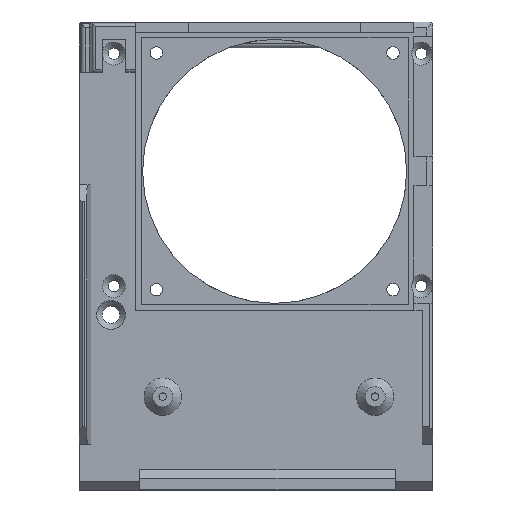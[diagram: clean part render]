
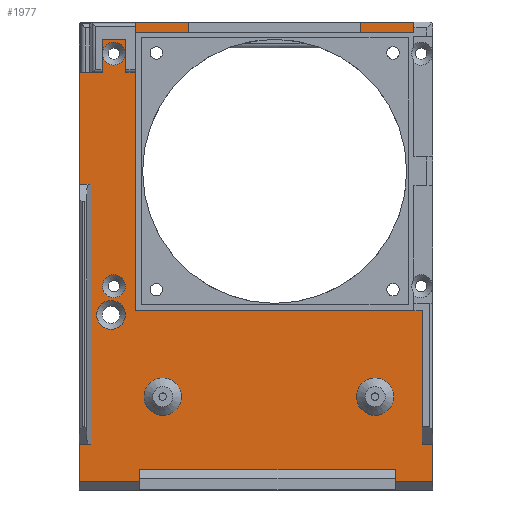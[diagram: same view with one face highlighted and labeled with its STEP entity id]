
A CAD part, top view. The second image highlights one B-rep face of the part: STEP entity #1977.
In plain terms, the highlighted planar face has unit normal (0, 0, 1).
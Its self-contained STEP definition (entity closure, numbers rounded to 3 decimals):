
#36=FACE_BOUND('',#249,.T.);
#37=FACE_BOUND('',#250,.T.);
#38=FACE_BOUND('',#251,.T.);
#39=FACE_BOUND('',#252,.T.);
#40=FACE_BOUND('',#253,.T.);
#65=PLANE('',#2102);
#139=FACE_OUTER_BOUND('',#248,.T.);
#248=EDGE_LOOP('',(#1374,#1375,#1376,#1377,#1378,#1379,#1380,#1381,#1382,
#1383,#1384,#1385,#1386,#1387,#1388,#1389,#1390,#1391,#1392,#1393,#1394,
#1395,#1396,#1397,#1398,#1399,#1400));
#249=EDGE_LOOP('',(#1401));
#250=EDGE_LOOP('',(#1402));
#251=EDGE_LOOP('',(#1403));
#252=EDGE_LOOP('',(#1404));
#253=EDGE_LOOP('',(#1405));
#385=LINE('',#2854,#605);
#390=LINE('',#2864,#610);
#391=LINE('',#2866,#611);
#392=LINE('',#2868,#612);
#393=LINE('',#2870,#613);
#394=LINE('',#2872,#614);
#395=LINE('',#2874,#615);
#396=LINE('',#2876,#616);
#397=LINE('',#2878,#617);
#398=LINE('',#2880,#618);
#399=LINE('',#2882,#619);
#400=LINE('',#2884,#620);
#401=LINE('',#2886,#621);
#402=LINE('',#2888,#622);
#403=LINE('',#2890,#623);
#404=LINE('',#2892,#624);
#405=LINE('',#2894,#625);
#406=LINE('',#2896,#626);
#407=LINE('',#2898,#627);
#408=LINE('',#2900,#628);
#409=LINE('',#2902,#629);
#410=LINE('',#2904,#630);
#411=LINE('',#2906,#631);
#412=LINE('',#2908,#632);
#413=LINE('',#2910,#633);
#414=LINE('',#2911,#634);
#605=VECTOR('',#2284,10.);
#610=VECTOR('',#2291,10.);
#611=VECTOR('',#2292,10.);
#612=VECTOR('',#2293,10.);
#613=VECTOR('',#2294,10.);
#614=VECTOR('',#2295,10.);
#615=VECTOR('',#2296,10.);
#616=VECTOR('',#2297,10.);
#617=VECTOR('',#2298,10.);
#618=VECTOR('',#2299,10.);
#619=VECTOR('',#2300,10.);
#620=VECTOR('',#2301,10.);
#621=VECTOR('',#2302,10.);
#622=VECTOR('',#2303,10.);
#623=VECTOR('',#2304,10.);
#624=VECTOR('',#2305,10.);
#625=VECTOR('',#2306,10.);
#626=VECTOR('',#2307,10.);
#627=VECTOR('',#2308,10.);
#628=VECTOR('',#2309,10.);
#629=VECTOR('',#2310,10.);
#630=VECTOR('',#2311,10.);
#631=VECTOR('',#2312,10.);
#632=VECTOR('',#2313,10.);
#633=VECTOR('',#2314,10.);
#634=VECTOR('',#2315,10.);
#823=CIRCLE('',#2099,1.);
#825=CIRCLE('',#2103,6.5);
#826=CIRCLE('',#2104,4.);
#827=CIRCLE('',#2105,4.);
#828=CIRCLE('',#2106,5.);
#829=CIRCLE('',#2107,6.5);
#883=VERTEX_POINT('',#2844);
#884=VERTEX_POINT('',#2845);
#887=VERTEX_POINT('',#2853);
#891=VERTEX_POINT('',#2863);
#892=VERTEX_POINT('',#2865);
#893=VERTEX_POINT('',#2867);
#894=VERTEX_POINT('',#2869);
#895=VERTEX_POINT('',#2871);
#896=VERTEX_POINT('',#2873);
#897=VERTEX_POINT('',#2875);
#898=VERTEX_POINT('',#2877);
#899=VERTEX_POINT('',#2879);
#900=VERTEX_POINT('',#2881);
#901=VERTEX_POINT('',#2883);
#902=VERTEX_POINT('',#2885);
#903=VERTEX_POINT('',#2887);
#904=VERTEX_POINT('',#2889);
#905=VERTEX_POINT('',#2891);
#906=VERTEX_POINT('',#2893);
#907=VERTEX_POINT('',#2895);
#908=VERTEX_POINT('',#2897);
#909=VERTEX_POINT('',#2899);
#910=VERTEX_POINT('',#2901);
#911=VERTEX_POINT('',#2903);
#912=VERTEX_POINT('',#2905);
#913=VERTEX_POINT('',#2907);
#914=VERTEX_POINT('',#2909);
#915=VERTEX_POINT('',#2912);
#916=VERTEX_POINT('',#2914);
#917=VERTEX_POINT('',#2916);
#918=VERTEX_POINT('',#2918);
#919=VERTEX_POINT('',#2920);
#1072=EDGE_CURVE('',#883,#884,#823,.T.);
#1076=EDGE_CURVE('',#887,#884,#385,.T.);
#1081=EDGE_CURVE('',#883,#891,#390,.T.);
#1082=EDGE_CURVE('',#891,#892,#391,.T.);
#1083=EDGE_CURVE('',#893,#892,#392,.T.);
#1084=EDGE_CURVE('',#893,#894,#393,.T.);
#1085=EDGE_CURVE('',#894,#895,#394,.T.);
#1086=EDGE_CURVE('',#896,#895,#395,.T.);
#1087=EDGE_CURVE('',#896,#897,#396,.T.);
#1088=EDGE_CURVE('',#897,#898,#397,.T.);
#1089=EDGE_CURVE('',#898,#899,#398,.T.);
#1090=EDGE_CURVE('',#900,#899,#399,.T.);
#1091=EDGE_CURVE('',#900,#901,#400,.T.);
#1092=EDGE_CURVE('',#901,#902,#401,.T.);
#1093=EDGE_CURVE('',#902,#903,#402,.T.);
#1094=EDGE_CURVE('',#903,#904,#403,.T.);
#1095=EDGE_CURVE('',#904,#905,#404,.T.);
#1096=EDGE_CURVE('',#905,#906,#405,.T.);
#1097=EDGE_CURVE('',#907,#906,#406,.T.);
#1098=EDGE_CURVE('',#908,#907,#407,.T.);
#1099=EDGE_CURVE('',#909,#908,#408,.T.);
#1100=EDGE_CURVE('',#909,#910,#409,.T.);
#1101=EDGE_CURVE('',#910,#911,#410,.T.);
#1102=EDGE_CURVE('',#911,#912,#411,.T.);
#1103=EDGE_CURVE('',#912,#913,#412,.T.);
#1104=EDGE_CURVE('',#913,#914,#413,.T.);
#1105=EDGE_CURVE('',#914,#887,#414,.T.);
#1106=EDGE_CURVE('',#915,#915,#825,.T.);
#1107=EDGE_CURVE('',#916,#916,#826,.T.);
#1108=EDGE_CURVE('',#917,#917,#827,.T.);
#1109=EDGE_CURVE('',#918,#918,#828,.T.);
#1110=EDGE_CURVE('',#919,#919,#829,.T.);
#1374=ORIENTED_EDGE('',*,*,#1072,.F.);
#1375=ORIENTED_EDGE('',*,*,#1081,.T.);
#1376=ORIENTED_EDGE('',*,*,#1082,.T.);
#1377=ORIENTED_EDGE('',*,*,#1083,.F.);
#1378=ORIENTED_EDGE('',*,*,#1084,.T.);
#1379=ORIENTED_EDGE('',*,*,#1085,.T.);
#1380=ORIENTED_EDGE('',*,*,#1086,.F.);
#1381=ORIENTED_EDGE('',*,*,#1087,.T.);
#1382=ORIENTED_EDGE('',*,*,#1088,.T.);
#1383=ORIENTED_EDGE('',*,*,#1089,.T.);
#1384=ORIENTED_EDGE('',*,*,#1090,.F.);
#1385=ORIENTED_EDGE('',*,*,#1091,.T.);
#1386=ORIENTED_EDGE('',*,*,#1092,.T.);
#1387=ORIENTED_EDGE('',*,*,#1093,.T.);
#1388=ORIENTED_EDGE('',*,*,#1094,.T.);
#1389=ORIENTED_EDGE('',*,*,#1095,.T.);
#1390=ORIENTED_EDGE('',*,*,#1096,.T.);
#1391=ORIENTED_EDGE('',*,*,#1097,.F.);
#1392=ORIENTED_EDGE('',*,*,#1098,.F.);
#1393=ORIENTED_EDGE('',*,*,#1099,.F.);
#1394=ORIENTED_EDGE('',*,*,#1100,.T.);
#1395=ORIENTED_EDGE('',*,*,#1101,.T.);
#1396=ORIENTED_EDGE('',*,*,#1102,.T.);
#1397=ORIENTED_EDGE('',*,*,#1103,.T.);
#1398=ORIENTED_EDGE('',*,*,#1104,.T.);
#1399=ORIENTED_EDGE('',*,*,#1105,.T.);
#1400=ORIENTED_EDGE('',*,*,#1076,.T.);
#1401=ORIENTED_EDGE('',*,*,#1106,.F.);
#1402=ORIENTED_EDGE('',*,*,#1107,.F.);
#1403=ORIENTED_EDGE('',*,*,#1108,.F.);
#1404=ORIENTED_EDGE('',*,*,#1109,.F.);
#1405=ORIENTED_EDGE('',*,*,#1110,.F.);
#1977=ADVANCED_FACE('',(#139,#36,#37,#38,#39,#40),#65,.T.);
#2099=AXIS2_PLACEMENT_3D('',#2846,#2276,#2277);
#2102=AXIS2_PLACEMENT_3D('',#2862,#2289,#2290);
#2103=AXIS2_PLACEMENT_3D('',#2913,#2316,#2317);
#2104=AXIS2_PLACEMENT_3D('',#2915,#2318,#2319);
#2105=AXIS2_PLACEMENT_3D('',#2917,#2320,#2321);
#2106=AXIS2_PLACEMENT_3D('',#2919,#2322,#2323);
#2107=AXIS2_PLACEMENT_3D('',#2921,#2324,#2325);
#2276=DIRECTION('center_axis',(0.,0.,-1.));
#2277=DIRECTION('ref_axis',(-0.707,0.707,0.));
#2284=DIRECTION('',(-1.,0.,0.));
#2289=DIRECTION('center_axis',(0.,0.,1.));
#2290=DIRECTION('ref_axis',(1.,0.,0.));
#2291=DIRECTION('',(0.,-1.,0.));
#2292=DIRECTION('',(1.,0.,0.));
#2293=DIRECTION('',(0.,1.,0.));
#2294=DIRECTION('',(-1.,0.,0.));
#2295=DIRECTION('',(0.,-1.,0.));
#2296=DIRECTION('',(-1.,0.,0.));
#2297=DIRECTION('',(0.,1.,0.));
#2298=DIRECTION('',(1.,0.,0.));
#2299=DIRECTION('',(0.,-1.,0.));
#2300=DIRECTION('',(-1.,0.,0.));
#2301=DIRECTION('',(0.,1.,0.));
#2302=DIRECTION('',(-1.,0.,0.));
#2303=DIRECTION('',(0.,1.,0.));
#2304=DIRECTION('',(-1.,0.,0.));
#2305=DIRECTION('',(0.,1.,0.));
#2306=DIRECTION('',(-1.,0.,0.));
#2307=DIRECTION('',(0.,-1.,0.));
#2308=DIRECTION('',(1.,0.,0.));
#2309=DIRECTION('',(0.,1.,0.));
#2310=DIRECTION('',(-1.,0.,0.));
#2311=DIRECTION('',(0.,1.,0.));
#2312=DIRECTION('',(1.,0.,0.));
#2313=DIRECTION('',(0.,-1.,0.));
#2314=DIRECTION('',(1.,0.,0.));
#2315=DIRECTION('',(0.,1.,0.));
#2316=DIRECTION('center_axis',(0.,0.,1.));
#2317=DIRECTION('ref_axis',(1.,0.,0.));
#2318=DIRECTION('center_axis',(0.,0.,1.));
#2319=DIRECTION('ref_axis',(1.,0.,0.));
#2320=DIRECTION('center_axis',(0.,0.,1.));
#2321=DIRECTION('ref_axis',(1.,0.,0.));
#2322=DIRECTION('center_axis',(0.,0.,1.));
#2323=DIRECTION('ref_axis',(1.,0.,0.));
#2324=DIRECTION('center_axis',(0.,0.,1.));
#2325=DIRECTION('ref_axis',(1.,0.,0.));
#2844=CARTESIAN_POINT('',(-68.,51.,31.));
#2845=CARTESIAN_POINT('',(-67.,52.,31.));
#2846=CARTESIAN_POINT('Origin',(-67.,51.,31.));
#2853=CARTESIAN_POINT('',(48.5,52.,31.));
#2854=CARTESIAN_POINT('',(-68.,52.,31.));
#2862=CARTESIAN_POINT('Origin',(-6.5,-88.,31.));
#2863=CARTESIAN_POINT('',(-68.,-4.5,31.));
#2864=CARTESIAN_POINT('',(-68.,52.,31.));
#2865=CARTESIAN_POINT('',(-64.,-4.5,31.));
#2866=CARTESIAN_POINT('',(-36.,-4.5,31.));
#2867=CARTESIAN_POINT('',(-64.,-95.,31.));
#2868=CARTESIAN_POINT('',(-64.,-91.5,31.));
#2869=CARTESIAN_POINT('',(-68.,-95.,31.));
#2870=CARTESIAN_POINT('',(-37.25,-95.,31.));
#2871=CARTESIAN_POINT('',(-68.,-108.,31.));
#2872=CARTESIAN_POINT('',(-68.,52.,31.));
#2873=CARTESIAN_POINT('',(-47.,-108.,31.));
#2874=CARTESIAN_POINT('',(-6.5,-108.,31.));
#2875=CARTESIAN_POINT('',(-47.,-104.,31.));
#2876=CARTESIAN_POINT('',(-47.,-96.,31.));
#2877=CARTESIAN_POINT('',(42.,-104.,31.));
#2878=CARTESIAN_POINT('',(17.75,-104.,31.));
#2879=CARTESIAN_POINT('',(42.,-108.,31.));
#2880=CARTESIAN_POINT('',(42.,-102.,31.));
#2881=CARTESIAN_POINT('',(55.,-108.,31.));
#2882=CARTESIAN_POINT('',(-6.5,-108.,31.));
#2883=CARTESIAN_POINT('',(55.,-95.,31.));
#2884=CARTESIAN_POINT('',(55.,52.,31.));
#2885=CARTESIAN_POINT('',(51.5,-95.,31.));
#2886=CARTESIAN_POINT('',(22.5,-95.,31.));
#2887=CARTESIAN_POINT('',(51.5,-48.5,31.));
#2888=CARTESIAN_POINT('',(51.5,-68.25,31.));
#2889=CARTESIAN_POINT('',(-48.5,-48.5,31.));
#2890=CARTESIAN_POINT('',(21.,-48.5,31.));
#2891=CARTESIAN_POINT('',(-48.5,34.5,31.));
#2892=CARTESIAN_POINT('',(-48.5,-19.75,31.));
#2893=CARTESIAN_POINT('',(-51.9,34.5,31.));
#2894=CARTESIAN_POINT('',(-27.5,34.5,31.));
#2895=CARTESIAN_POINT('',(-51.9,46.,31.));
#2896=CARTESIAN_POINT('',(-51.9,46.,31.));
#2897=CARTESIAN_POINT('',(-60.1,46.,31.));
#2898=CARTESIAN_POINT('',(-60.1,46.,31.));
#2899=CARTESIAN_POINT('',(-60.1,34.5,31.));
#2900=CARTESIAN_POINT('',(-60.1,34.5,31.));
#2901=CARTESIAN_POINT('',(-67.5,34.5,31.));
#2902=CARTESIAN_POINT('',(-27.5,34.5,31.));
#2903=CARTESIAN_POINT('',(-67.5,51.5,31.));
#2904=CARTESIAN_POINT('',(-67.5,-22.5,31.));
#2905=CARTESIAN_POINT('',(-48.5,51.5,31.));
#2906=CARTESIAN_POINT('',(-27.5,51.5,31.));
#2907=CARTESIAN_POINT('',(-48.5,48.5,31.));
#2908=CARTESIAN_POINT('',(-48.5,-22.5,31.));
#2909=CARTESIAN_POINT('',(48.5,48.5,31.));
#2910=CARTESIAN_POINT('',(21.,48.5,31.));
#2911=CARTESIAN_POINT('',(48.5,-18.,31.));
#2912=CARTESIAN_POINT('',(28.5,-78.5,31.));
#2913=CARTESIAN_POINT('Origin',(35.,-78.5,31.));
#2914=CARTESIAN_POINT('',(-60.,-40.,31.));
#2915=CARTESIAN_POINT('Origin',(-56.,-40.,31.));
#2916=CARTESIAN_POINT('',(-60.,41.,31.));
#2917=CARTESIAN_POINT('Origin',(-56.,41.,31.));
#2918=CARTESIAN_POINT('',(-62.,-50.,31.));
#2919=CARTESIAN_POINT('Origin',(-57.,-50.,31.));
#2920=CARTESIAN_POINT('',(-45.5,-78.5,31.));
#2921=CARTESIAN_POINT('Origin',(-39.,-78.5,31.));
